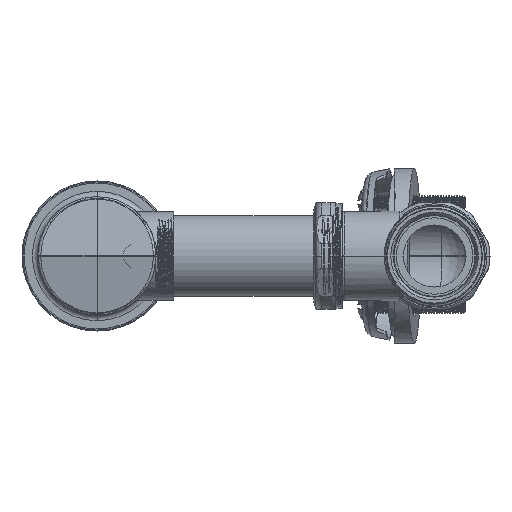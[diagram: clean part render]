
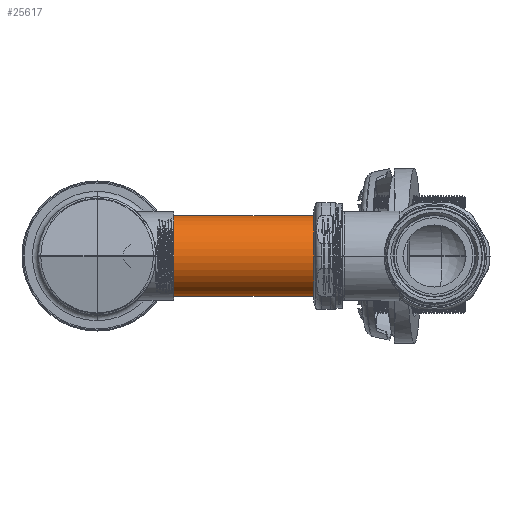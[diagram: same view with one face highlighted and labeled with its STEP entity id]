
A CAD part, left-side view. The second image highlights one B-rep face of the part: STEP entity #25617.
In plain terms, the highlighted cylindrical face has radius 19.05 mm (diameter 38.1 mm), a partial arc.
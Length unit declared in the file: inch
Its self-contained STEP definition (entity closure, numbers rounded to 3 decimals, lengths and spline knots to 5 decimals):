
#24802=CARTESIAN_POINT('',(0.,0.,2.25));
#24803=DIRECTION('',(0.,0.,1.));
#24804=DIRECTION('',(-1.,0.,0.));
#24805=AXIS2_PLACEMENT_3D('',#24802,#24803,#24804);
#24834=DIRECTION('',(0.,0.,1.));
#24835=VECTOR('',#24834,4.3);
#24836=CARTESIAN_POINT('',(0.75,0.,-2.05));
#24837=LINE('',#24836,#24835);
#24897=CARTESIAN_POINT('',(0.,0.,-2.05));
#24898=DIRECTION('',(0.,0.,1.));
#24899=DIRECTION('',(-1.,0.,0.));
#24900=AXIS2_PLACEMENT_3D('',#24897,#24898,#24899);
#24905=DIRECTION('',(0.,0.,1.));
#24906=VECTOR('',#24905,4.3);
#24907=CARTESIAN_POINT('',(-0.75,0.,-2.05));
#24908=LINE('',#24907,#24906);
#25509=CARTESIAN_POINT('',(0.75,0.,2.25));
#25510=CARTESIAN_POINT('',(-0.75,0.,2.25));
#25511=VERTEX_POINT('',#25509);
#25512=VERTEX_POINT('',#25510);
#25517=CARTESIAN_POINT('',(0.75,0.,-2.05));
#25518=CARTESIAN_POINT('',(-0.75,0.,-2.05));
#25519=VERTEX_POINT('',#25517);
#25520=VERTEX_POINT('',#25518);
#25606=CARTESIAN_POINT('',(0.,0.,-2.25));
#25607=DIRECTION('',(0.,0.,1.));
#25608=DIRECTION('',(1.,0.,0.));
#25609=AXIS2_PLACEMENT_3D('',#25606,#25607,#25608);
#25610=CYLINDRICAL_SURFACE('',#25609,0.75);
#25611=ORIENTED_EDGE('',*,*,#25591,.F.);
#25612=ORIENTED_EDGE('',*,*,#25580,.T.);
#25613=ORIENTED_EDGE('',*,*,#25559,.T.);
#25614=ORIENTED_EDGE('',*,*,#25577,.F.);
#25615=EDGE_LOOP('',(#25611,#25612,#25613,#25614));
#25616=FACE_OUTER_BOUND('',#25615,.F.);
#24806=CIRCLE('',#24805,0.75);
#24901=CIRCLE('',#24900,0.75);
#25559=EDGE_CURVE('',#25512,#25511,#24806,.T.);
#25577=EDGE_CURVE('',#25519,#25511,#24837,.T.);
#25580=EDGE_CURVE('',#25520,#25512,#24908,.T.);
#25591=EDGE_CURVE('',#25520,#25519,#24901,.T.);
#25617=ADVANCED_FACE('',(#25616),#25610,.T.);
